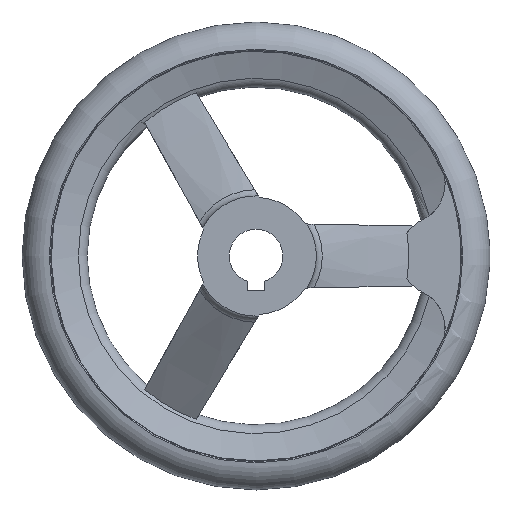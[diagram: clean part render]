
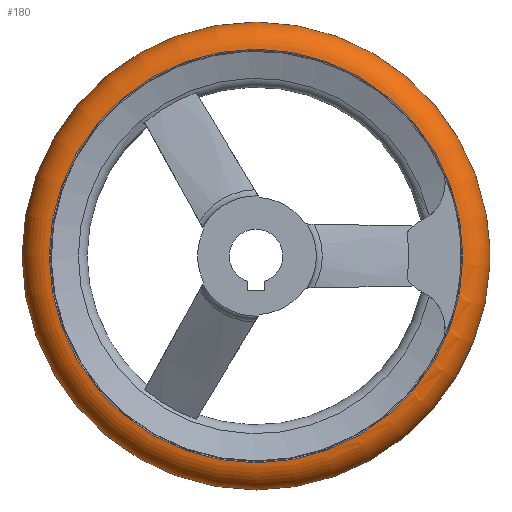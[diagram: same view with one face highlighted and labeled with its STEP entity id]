
A CAD part, front view. The second image highlights one B-rep face of the part: STEP entity #180.
In plain terms, the highlighted toroidal (fillet/blend) face has major radius 61.5 mm and minor radius 8.5 mm.
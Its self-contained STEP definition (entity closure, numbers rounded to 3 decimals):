
#180 = ADVANCED_FACE( '', ( #372, #373, #374 ), #375, .T. );
#372 = FACE_BOUND( '', #600, .T. );
#373 = FACE_OUTER_BOUND( '', #601, .T. );
#374 = FACE_OUTER_BOUND( '', #602, .T. );
#375 = TOROIDAL_SURFACE( '', #603, 61.5, 8.5 );
#600 = VERTEX_LOOP( '', #1122 );
#601 = EDGE_LOOP( '', ( #1123, #1124 ) );
#602 = EDGE_LOOP( '', ( #1125 ) );
#603 = AXIS2_PLACEMENT_3D( '', #1126, #1127, #1128 );
#1122 = VERTEX_POINT( '', #1407 );
#1123 = ORIENTED_EDGE( '', *, *, #1246, .T. );
#1124 = ORIENTED_EDGE( '', *, *, #1369, .T. );
#1125 = ORIENTED_EDGE( '', *, *, #1334, .F. );
#1126 = CARTESIAN_POINT( '', ( 0., 29.5, 0. ) );
#1127 = DIRECTION( '', ( 0., -1., 0. ) );
#1128 = DIRECTION( '', ( 0., 0., -1. ) );
#1246 = EDGE_CURVE( '', #1514, #1515, #1516, .T. );
#1334 = EDGE_CURVE( '', #1649, #1649, #1650, .T. );
#1369 = EDGE_CURVE( '', #1515, #1514, #1698, .T. );
#1407 = CARTESIAN_POINT( '', ( 0., 29.5, -70. ) );
#1514 = VERTEX_POINT( '', #1993 );
#1515 = VERTEX_POINT( '', #1994 );
#1516 = B_SPLINE_CURVE_WITH_KNOTS( '', 3, ( #1995, #1996, #1997, #1998, #1999, #2000, #2001, #2002, #2003, #2004 ), .UNSPECIFIED., .F., .F., ( 4, 2, 2, 2, 4 ), ( -0.007, -0.006, -0.004, -0.003, -0.002 ), .UNSPECIFIED. );
#1649 = VERTEX_POINT( '', #2325 );
#1650 = CIRCLE( '', #2326, 61.854 );
#1698 = CIRCLE( '', #2498, 61.854 );
#1993 = CARTESIAN_POINT( '', ( 61.803, 37.993, -2.505 ) );
#1994 = CARTESIAN_POINT( '', ( 61.803, 37.993, 2.505 ) );
#1995 = CARTESIAN_POINT( '', ( 61.803, 37.993, -2.505 ) );
#1996 = CARTESIAN_POINT( '', ( 61.951, 37.987, -2.105 ) );
#1997 = CARTESIAN_POINT( '', ( 62.062, 37.98, -1.695 ) );
#1998 = CARTESIAN_POINT( '', ( 62.212, 37.97, -0.856 ) );
#1999 = CARTESIAN_POINT( '', ( 62.25, 37.967, -0.425 ) );
#2000 = CARTESIAN_POINT( '', ( 62.25, 37.967, 0.426 ) );
#2001 = CARTESIAN_POINT( '', ( 62.213, 37.97, 0.849 ) );
#2002 = CARTESIAN_POINT( '', ( 62.063, 37.98, 1.689 ) );
#2003 = CARTESIAN_POINT( '', ( 61.95, 37.987, 2.107 ) );
#2004 = CARTESIAN_POINT( '', ( 61.803, 37.993, 2.505 ) );
#2325 = CARTESIAN_POINT( '', ( 0., 21.007, -61.854 ) );
#2326 = AXIS2_PLACEMENT_3D( '', #2835, #2836, #2837 );
#2498 = AXIS2_PLACEMENT_3D( '', #2868, #2869, #2870 );
#2835 = CARTESIAN_POINT( '', ( 0., 21.007, 0. ) );
#2836 = DIRECTION( '', ( 0., -1., 0. ) );
#2837 = DIRECTION( '', ( 0., 0., -1. ) );
#2868 = CARTESIAN_POINT( '', ( 0., 37.993, 0. ) );
#2869 = DIRECTION( '', ( 0., -1., 0. ) );
#2870 = DIRECTION( '', ( 0., 0., -1. ) );
